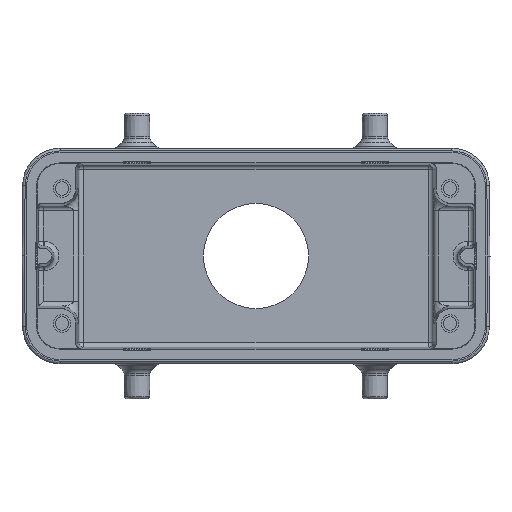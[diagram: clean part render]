
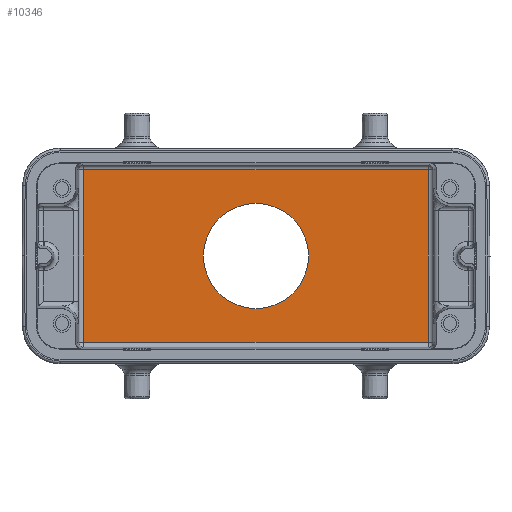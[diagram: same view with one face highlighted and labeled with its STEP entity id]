
A CAD part, front view. The second image highlights one B-rep face of the part: STEP entity #10346.
In plain terms, the highlighted planar face has unit normal (0, -1, 0).
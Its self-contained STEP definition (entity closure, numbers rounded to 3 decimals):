
#3052=CARTESIAN_POINT('',(0.,43.,0.));
#3053=DIRECTION('',(0.,-1.,0.));
#3054=DIRECTION('',(-1.,0.,0.));
#3055=AXIS2_PLACEMENT_3D('',#3052,#3053,#3054);
#3057=CARTESIAN_POINT('',(0.,43.,0.));
#3058=DIRECTION('',(0.,-1.,0.));
#3059=DIRECTION('',(1.,0.,0.));
#3060=AXIS2_PLACEMENT_3D('',#3057,#3058,#3059);
#3062=DIRECTION('',(-1.,0.,0.));
#3063=VECTOR('',#3062,68.89);
#3064=CARTESIAN_POINT('',(34.445,43.,17.222));
#3065=LINE('',#3064,#3063);
#3066=DIRECTION('',(0.,0.,1.));
#3067=VECTOR('',#3066,34.445);
#3068=CARTESIAN_POINT('',(34.445,43.,-17.222));
#3069=LINE('',#3068,#3067);
#3070=DIRECTION('',(-1.,0.,0.));
#3071=VECTOR('',#3070,68.89);
#3072=CARTESIAN_POINT('',(34.445,43.,-17.222));
#3073=LINE('',#3072,#3071);
#3074=DIRECTION('',(0.,0.,-1.));
#3075=VECTOR('',#3074,34.445);
#3076=CARTESIAN_POINT('',(-34.445,43.,17.222));
#3077=LINE('',#3076,#3075);
#4970=CARTESIAN_POINT('',(34.445,43.,17.222));
#4971=CARTESIAN_POINT('',(-34.445,43.,17.222));
#4972=VERTEX_POINT('',#4970);
#4973=VERTEX_POINT('',#4971);
#4982=CARTESIAN_POINT('',(34.445,43.,-17.222));
#4983=VERTEX_POINT('',#4982);
#4990=CARTESIAN_POINT('',(-34.445,43.,-17.222));
#4991=VERTEX_POINT('',#4990);
#5576=CARTESIAN_POINT('',(-10.5,43.,0.));
#5577=CARTESIAN_POINT('',(10.5,43.,0.));
#5578=VERTEX_POINT('',#5576);
#5579=VERTEX_POINT('',#5577);
#10326=CARTESIAN_POINT('',(45.5,43.,-21.5));
#10327=DIRECTION('',(0.,1.,0.));
#10328=DIRECTION('',(1.,0.,0.));
#10329=AXIS2_PLACEMENT_3D('',#10326,#10327,#10328);
#10330=PLANE('',#10329);
#10332=ORIENTED_EDGE('',*,*,#10331,.F.);
#10334=ORIENTED_EDGE('',*,*,#10333,.F.);
#10336=ORIENTED_EDGE('',*,*,#10335,.T.);
#10337=ORIENTED_EDGE('',*,*,#10317,.F.);
#10338=EDGE_LOOP('',(#10332,#10334,#10336,#10337));
#10339=FACE_OUTER_BOUND('',#10338,.F.);
#10341=ORIENTED_EDGE('',*,*,#10340,.T.);
#10343=ORIENTED_EDGE('',*,*,#10342,.T.);
#10344=EDGE_LOOP('',(#10341,#10343));
#10345=FACE_BOUND('',#10344,.F.);
#3056=CIRCLE('',#3055,10.5);
#3061=CIRCLE('',#3060,10.5);
#10317=EDGE_CURVE('',#4973,#4991,#3077,.T.);
#10331=EDGE_CURVE('',#4972,#4973,#3065,.T.);
#10333=EDGE_CURVE('',#4983,#4972,#3069,.T.);
#10335=EDGE_CURVE('',#4983,#4991,#3073,.T.);
#10340=EDGE_CURVE('',#5578,#5579,#3056,.T.);
#10342=EDGE_CURVE('',#5579,#5578,#3061,.T.);
#10346=ADVANCED_FACE('',(#10339,#10345),#10330,.F.);
